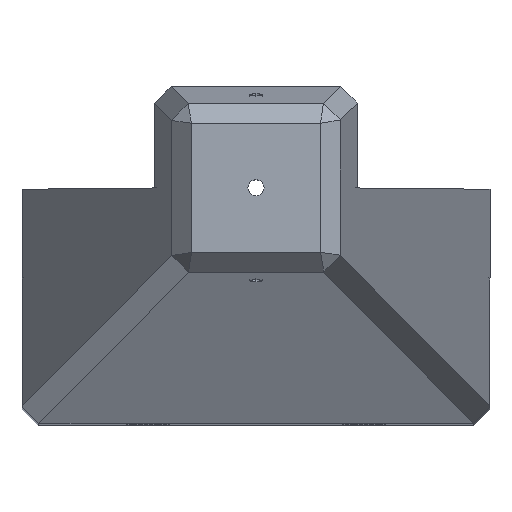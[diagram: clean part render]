
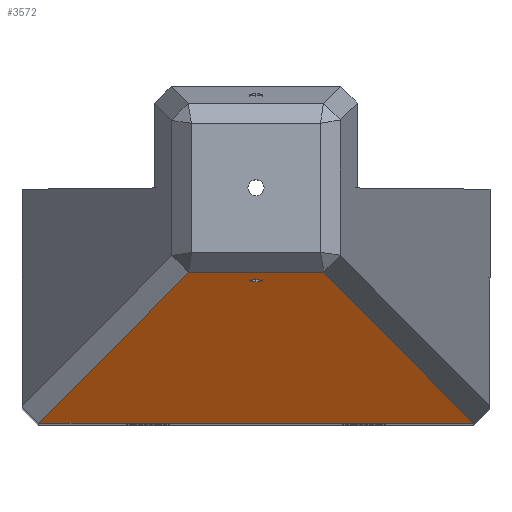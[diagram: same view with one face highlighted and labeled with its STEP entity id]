
A CAD part, top view. The second image highlights one B-rep face of the part: STEP entity #3572.
In plain terms, the highlighted planar face has unit normal (0, -0.984, 0.18).
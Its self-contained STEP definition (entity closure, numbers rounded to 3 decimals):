
#79 = DIRECTION ( 'NONE',  ( 0., -0.984, 0.18 ) ) ;
#161 = VECTOR ( 'NONE', #4404, 1000. ) ;
#348 = FACE_OUTER_BOUND ( 'NONE', #3635, .T. ) ;
#375 = ORIENTED_EDGE ( 'NONE', *, *, #3808, .T. ) ;
#588 = ORIENTED_EDGE ( 'NONE', *, *, #1595, .T. ) ;
#637 = DIRECTION ( 'NONE',  ( 0., 0.984, -0.18 ) ) ;
#673 = LINE ( 'NONE', #3560, #1664 ) ;
#716 = CARTESIAN_POINT ( 'NONE',  ( -4.292, -33.509, 50.776 ) ) ;
#1053 = AXIS2_PLACEMENT_3D ( 'NONE', #1202, #1866, #2574 ) ;
#1103 = EDGE_LOOP ( 'NONE', ( #2564, #2451 ) ) ;
#1161 = VERTEX_POINT ( 'NONE', #716 ) ;
#1202 = CARTESIAN_POINT ( 'NONE',  ( -8.5, -34.048, 47.825 ) ) ;
#1378 = EDGE_CURVE ( 'NONE', #3208, #1574, #2926, .T. ) ;
#1437 = VECTOR ( 'NONE', #2377, 1000. ) ;
#1574 = VERTEX_POINT ( 'NONE', #1682 ) ;
#1595 = EDGE_CURVE ( 'NONE', #1161, #2410, #1801, .T. ) ;
#1664 = VECTOR ( 'NONE', #1856, 1000. ) ;
#1682 = CARTESIAN_POINT ( 'NONE',  ( -8.5, -34.116, 47.456 ) ) ;
#1708 = CARTESIAN_POINT ( 'NONE',  ( 0., -42.786, 0. ) ) ;
#1727 = PLANE ( 'NONE',  #1770 ) ;
#1756 = DIRECTION ( 'NONE',  ( 0., -0.18, -0.984 ) ) ;
#1770 = AXIS2_PLACEMENT_3D ( 'NONE', #3783, #79, #1756 ) ;
#1801 = LINE ( 'NONE', #2011, #161 ) ;
#1856 = DIRECTION ( 'NONE',  ( -0.177, -0.177, -0.968 ) ) ;
#1866 = DIRECTION ( 'NONE',  ( 0., 0.984, -0.18 ) ) ;
#1964 = DIRECTION ( 'NONE',  ( -0.177, 0.177, 0.968 ) ) ;
#2011 = CARTESIAN_POINT ( 'NONE',  ( -13.5, -33.509, 50.776 ) ) ;
#2146 = AXIS2_PLACEMENT_3D ( 'NONE', #3701, #637, #2313 ) ;
#2270 = FACE_BOUND ( 'NONE', #1103, .T. ) ;
#2273 = CARTESIAN_POINT ( 'NONE',  ( -12.673, -33.509, 50.776 ) ) ;
#2313 = DIRECTION ( 'NONE',  ( 0., 0.18, 0.984 ) ) ;
#2377 = DIRECTION ( 'NONE',  ( 1., 0., 0. ) ) ;
#2410 = VERTEX_POINT ( 'NONE', #2273 ) ;
#2451 = ORIENTED_EDGE ( 'NONE', *, *, #1378, .T. ) ;
#2564 = ORIENTED_EDGE ( 'NONE', *, *, #3439, .T. ) ;
#2574 = DIRECTION ( 'NONE',  ( 0., 0.18, 0.984 ) ) ;
#2627 = EDGE_CURVE ( 'NONE', #4334, #4086, #4042, .T. ) ;
#2651 = ORIENTED_EDGE ( 'NONE', *, *, #4150, .T. ) ;
#2926 = CIRCLE ( 'NONE', #1053, 0.375 ) ;
#2945 = CIRCLE ( 'NONE', #2146, 0.375 ) ;
#2972 = CARTESIAN_POINT ( 'NONE',  ( -8.5, -33.981, 48.194 ) ) ;
#2993 = CARTESIAN_POINT ( 'NONE',  ( 4.984, -42.786, 0. ) ) ;
#3158 = CARTESIAN_POINT ( 'NONE',  ( -21.95, -42.786, 0. ) ) ;
#3208 = VERTEX_POINT ( 'NONE', #2972 ) ;
#3439 = EDGE_CURVE ( 'NONE', #1574, #3208, #2945, .T. ) ;
#3538 = ORIENTED_EDGE ( 'NONE', *, *, #2627, .T. ) ;
#3560 = CARTESIAN_POINT ( 'NONE',  ( -19.924, -40.76, 11.087 ) ) ;
#3572 = ADVANCED_FACE ( 'NONE', ( #348, #2270 ), #1727, .T. ) ;
#3635 = EDGE_LOOP ( 'NONE', ( #3538, #2651, #588, #375 ) ) ;
#3701 = CARTESIAN_POINT ( 'NONE',  ( -8.5, -34.048, 47.825 ) ) ;
#3704 = CARTESIAN_POINT ( 'NONE',  ( 3.49, -41.291, 8.181 ) ) ;
#3783 = CARTESIAN_POINT ( 'NONE',  ( 0., -41.404, 7.564 ) ) ;
#3800 = VECTOR ( 'NONE', #1964, 1000. ) ;
#3808 = EDGE_CURVE ( 'NONE', #2410, #4334, #673, .T. ) ;
#3850 = LINE ( 'NONE', #3704, #3800 ) ;
#4042 = LINE ( 'NONE', #1708, #1437 ) ;
#4086 = VERTEX_POINT ( 'NONE', #2993 ) ;
#4150 = EDGE_CURVE ( 'NONE', #4086, #1161, #3850, .T. ) ;
#4334 = VERTEX_POINT ( 'NONE', #3158 ) ;
#4404 = DIRECTION ( 'NONE',  ( -1., 0., 0. ) ) ;
